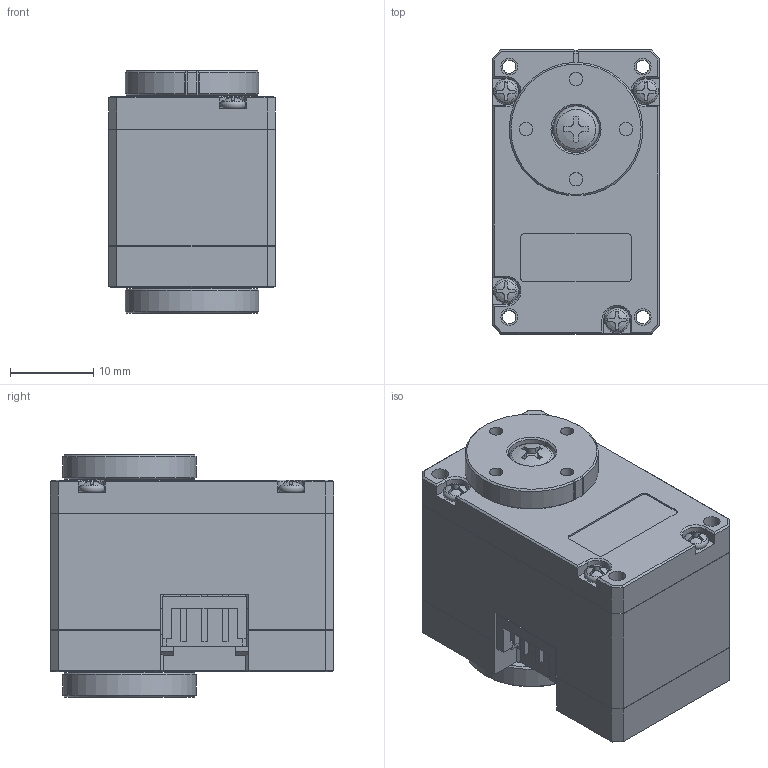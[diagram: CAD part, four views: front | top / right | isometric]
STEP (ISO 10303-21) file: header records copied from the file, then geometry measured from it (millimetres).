
FILE_DESCRIPTION(/* description */ (''),/* implementation_level */ '2;1');
FILE_NAME(/* name */ 'XL,XC-330 v1.step',/* time_stamp */ '2025-10-28T21:47:38-04:00',/* author */ (''),/* organization */ (''),/* preprocessor_version */ 'ST-DEVELOPER v20.1',/* originating_system */ 'Autodesk Translation Framework v14.17.0.0',/* authorisation */ '');
FILE_SCHEMA (('AUTOMOTIVE_DESIGN { 1 0 10303 214 3 1 1 }'));
Length unit declared in the file: millimetre
Products named in the file (11): DC15_A01_DUMMY_ASSY_IDLE_ASM; DC15_A01_CASE_M_DUMMY; DC15_A01_CASE_F_DUMMY; DC15_A01_CASE_B_DUMMY; DC15_A01_HORN_DUMMY; DC15_A01_LED_CAP2_DUMMY; PHS_1_7X20_5_DC10; DC15_A01_HORN_IDLE2_DUMMY; DC15_A01_IDLE_CAP_DUMMY; BTS2_M2_6X8; B3B-EH
Assembly tree (15 placements, depth 2):
  DC15_A01_DUMMY_ASSY_IDLE_ASM
    DC15_A01_CASE_M_DUMMY
    DC15_A01_CASE_F_DUMMY
    DC15_A01_CASE_B_DUMMY
    DC15_A01_HORN_DUMMY
    DC15_A01_LED_CAP2_DUMMY
    PHS_1_7X20_5_DC10  x4
    BTS2_M2_6X8  x2
    DC15_A01_HORN_IDLE2_DUMMY
    DC15_A01_IDLE_CAP_DUMMY
    B3B-EH  x2
Bounding box: 20 x 34 x 29 mm (x, y, z)
Volume: 15864.4 mm3; surface area: 11145.8 mm2
Topology: 15 solids, 21 shells, 639 faces, 1616 edges, 1056 vertices
Faces by surface type: plane 452, cylinder 141, cone 30, torus 10, sphere 6
Full cylindrical faces by diameter (mm): 1.4 x12, 1.6 x16, 1.7 x4, 1.8 x4, 2 x8, 2.15 x2, 2.2 x2, 2.6 x2, 2.8 x1, 4.8 x1, 5 x4, 5.2 x1, 5.6 x2, 6 x1, 6.5 x1, 6.7 x1, 6.8 x1, 7.2 x1, 7.8 x1, 10 x2, 14 x2, 16 x1
Entity records: 14762 total; most frequent: CARTESIAN_POINT 2581, DIRECTION 2467, ORIENTED_EDGE 2408, EDGE_CURVE 1206, LINE 915, VECTOR 915, VERTEX_POINT 783, AXIS2_PLACEMENT_3D 776
